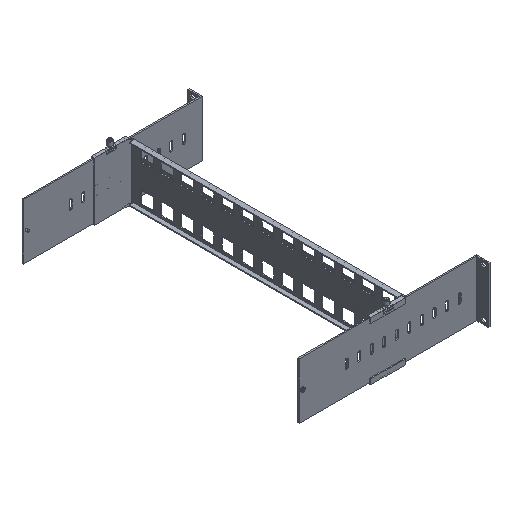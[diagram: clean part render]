
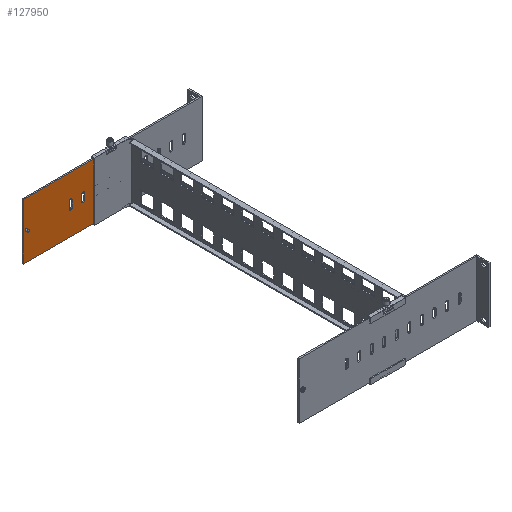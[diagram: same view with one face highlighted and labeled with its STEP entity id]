
A CAD part, isometric view. The second image highlights one B-rep face of the part: STEP entity #127950.
In plain terms, the highlighted face is planar.
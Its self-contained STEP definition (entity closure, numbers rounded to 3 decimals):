
#97040=CARTESIAN_POINT('',(395.396,-45.181,
192.031));
#97050=VERTEX_POINT('',#97040);
#109470=CARTESIAN_POINT('',(395.396,-134.181,
192.031));
#109480=VERTEX_POINT('',#109470);
#109510=CARTESIAN_POINT('',(395.396,-64.529,
192.031));
#109520=DIRECTION('',(0.,1.,0.));
#109530=VECTOR('',#109520,1.);
#109540=LINE('',#109510,#109530);
#109550=EDGE_CURVE('',#109480,#97050,#109540,.T.);
#116900=CARTESIAN_POINT('',(450.544,-45.181,
94.523));
#116910=DIRECTION('',(0.87,0.,
0.492));
#116920=DIRECTION('',(0.,1.,0.));
#116930=AXIS2_PLACEMENT_3D('',#116900,#116910,#116920);
#116940=PLANE('',#116930);
#117000=CARTESIAN_POINT('',(350.797,-45.181,
270.887));
#117010=DIRECTION('',(-0.492,0.,
0.87));
#117020=VECTOR('',#117010,1.);
#117030=LINE('',#117000,#117020);
#117160=CARTESIAN_POINT('',(350.797,-134.181,
270.887));
#117170=DIRECTION('',(-0.492,0.,
0.87));
#117180=VECTOR('',#117170,1.);
#117190=LINE('',#117160,#117180);
#126710=CARTESIAN_POINT('',(404.712,-84.681,
175.56));
#126720=VERTEX_POINT('',#126710);
#126800=CARTESIAN_POINT('',(404.712,-94.681,
175.56));
#126810=VERTEX_POINT('',#126800);
#126840=CARTESIAN_POINT('',(404.712,-94.681,
175.56));
#126850=DIRECTION('',(0.,-1.,0.));
#126860=VECTOR('',#126850,1000.);
#126870=LINE('',#126840,#126860);
#126880=EDGE_CURVE('',#126720,#126810,#126870,.T.);
#127000=CARTESIAN_POINT('',(450.544,-134.181,
94.523));
#127010=VERTEX_POINT('',#127000);
#127020=EDGE_CURVE('',#127010,#109480,#117190,.T.);
#127030=ORIENTED_EDGE('',*,*,#127020,.T.);
#127040=CARTESIAN_POINT('',(450.544,-134.181,
94.523));
#127050=DIRECTION('',(0.,-1.,0.));
#127060=VECTOR('',#127050,1.);
#127070=LINE('',#127040,#127060);
#127080=CARTESIAN_POINT('',(450.544,-45.181,
94.523));
#127090=VERTEX_POINT('',#127080);
#127100=EDGE_CURVE('',#127090,#127010,#127070,.T.);
#127110=ORIENTED_EDGE('',*,*,#127100,.T.);
#127120=EDGE_CURVE('',#127090,#97050,#117030,.T.);
#127130=ORIENTED_EDGE('',*,*,#127120,.F.);
#127140=ORIENTED_EDGE('',*,*,#109550,.T.);
#127150=EDGE_LOOP('',(#127140,#127130,#127110,#127030));
#127160=FACE_OUTER_BOUND('',#127150,.T.);
#127170=CARTESIAN_POINT('',(414.558,-94.681,
158.151));
#127180=DIRECTION('',(0.,-1.,0.));
#127190=VECTOR('',#127180,1000.);
#127200=LINE('',#127170,#127190);
#127210=CARTESIAN_POINT('',(414.558,-84.681,
158.151));
#127220=VERTEX_POINT('',#127210);
#127230=CARTESIAN_POINT('',(414.558,-94.681,
158.151));
#127240=VERTEX_POINT('',#127230);
#127250=EDGE_CURVE('',#127220,#127240,#127200,.T.);
#127260=ORIENTED_EDGE('',*,*,#127250,.F.);
#127270=CARTESIAN_POINT('',(413.327,-94.681,
160.327));
#127280=DIRECTION('',(-0.87,0.,
-0.492));
#127290=DIRECTION('',(0.,-1.,0.));
#127300=AXIS2_PLACEMENT_3D('',#127270,#127280,#127290);
#127310=CIRCLE('',#127300,2.5);
#127320=CARTESIAN_POINT('',(412.096,-94.681,
162.503));
#127330=VERTEX_POINT('',#127320);
#127340=EDGE_CURVE('',#127240,#127330,#127310,.T.);
#127350=ORIENTED_EDGE('',*,*,#127340,.F.);
#127360=CARTESIAN_POINT('',(412.096,-84.681,
162.503));
#127370=DIRECTION('',(0.,1.,0.));
#127380=VECTOR('',#127370,1000.);
#127390=LINE('',#127360,#127380);
#127400=CARTESIAN_POINT('',(412.096,-84.681,
162.503));
#127410=VERTEX_POINT('',#127400);
#127420=EDGE_CURVE('',#127330,#127410,#127390,.T.);
#127430=ORIENTED_EDGE('',*,*,#127420,.F.);
#127440=CARTESIAN_POINT('',(413.327,-84.681,
160.327));
#127450=DIRECTION('',(-0.87,0.,
-0.492));
#127460=DIRECTION('',(0.,-1.,0.));
#127470=AXIS2_PLACEMENT_3D('',#127440,#127450,#127460);
#127480=CIRCLE('',#127470,2.5);
#127490=EDGE_CURVE('',#127410,#127220,#127480,.T.);
#127500=ORIENTED_EDGE('',*,*,#127490,.F.);
#127510=EDGE_LOOP('',(#127500,#127430,#127350,#127260));
#127520=FACE_BOUND('',#127510,.T.);
#127530=CARTESIAN_POINT('',(448.083,-89.681,
98.875));
#127540=DIRECTION('',(0.87,0.,
0.492));
#127550=DIRECTION('',(0.492,0.,
-0.87));
#127560=AXIS2_PLACEMENT_3D('',#127530,#127540,#127550);
#127570=CIRCLE('',#127560,2.);
#127580=CARTESIAN_POINT('',(449.067,-89.681,
97.134));
#127590=VERTEX_POINT('',#127580);
#127600=CARTESIAN_POINT('',(447.098,-89.681,
100.616));
#127610=VERTEX_POINT('',#127600);
#127620=EDGE_CURVE('',#127590,#127610,#127570,.T.);
#127630=ORIENTED_EDGE('',*,*,#127620,.T.);
#127640=EDGE_CURVE('',#127610,#127590,#127570,.T.);
#127650=ORIENTED_EDGE('',*,*,#127640,.T.);
#127660=EDGE_LOOP('',(#127650,#127630));
#127670=FACE_BOUND('',#127660,.T.);
#127680=ORIENTED_EDGE('',*,*,#126880,.F.);
#127690=CARTESIAN_POINT('',(403.481,-94.681,
177.736));
#127700=DIRECTION('',(-0.87,0.,
-0.492));
#127710=DIRECTION('',(0.,-1.,0.));
#127720=AXIS2_PLACEMENT_3D('',#127690,#127700,#127710);
#127730=CIRCLE('',#127720,2.5);
#127740=CARTESIAN_POINT('',(402.25,-94.681,
179.912));
#127750=VERTEX_POINT('',#127740);
#127760=EDGE_CURVE('',#126810,#127750,#127730,.T.);
#127770=ORIENTED_EDGE('',*,*,#127760,.F.);
#127780=CARTESIAN_POINT('',(402.25,-84.681,
179.912));
#127790=DIRECTION('',(0.,1.,0.));
#127800=VECTOR('',#127790,1000.);
#127810=LINE('',#127780,#127800);
#127820=CARTESIAN_POINT('',(402.25,-84.681,
179.912));
#127830=VERTEX_POINT('',#127820);
#127840=EDGE_CURVE('',#127750,#127830,#127810,.T.);
#127850=ORIENTED_EDGE('',*,*,#127840,.F.);
#127860=CARTESIAN_POINT('',(403.481,-84.681,
177.736));
#127870=DIRECTION('',(-0.87,0.,
-0.492));
#127880=DIRECTION('',(0.,-1.,0.));
#127890=AXIS2_PLACEMENT_3D('',#127860,#127870,#127880);
#127900=CIRCLE('',#127890,2.5);
#127910=EDGE_CURVE('',#127830,#126720,#127900,.T.);
#127920=ORIENTED_EDGE('',*,*,#127910,.F.);
#127930=EDGE_LOOP('',(#127920,#127850,#127770,#127680));
#127940=FACE_BOUND('',#127930,.T.);
#127950=ADVANCED_FACE('',(#127160,#127520,#127670,#127940),#116940,.F.);
